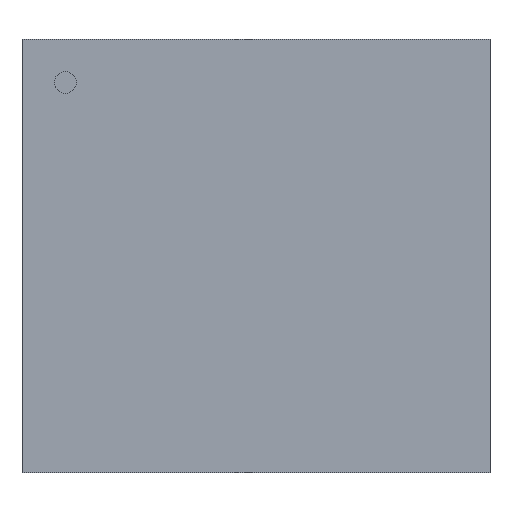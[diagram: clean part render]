
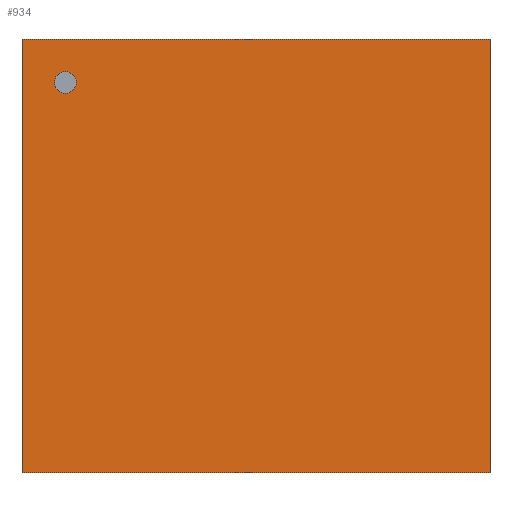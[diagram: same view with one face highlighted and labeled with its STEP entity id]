
A CAD part, top view. The second image highlights one B-rep face of the part: STEP entity #934.
In plain terms, the highlighted planar face has unit normal (0, 0, 1).
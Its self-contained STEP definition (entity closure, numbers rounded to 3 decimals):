
#710=CARTESIAN_POINT('',(1.397,-1.295,0.508));
#709=VERTEX_POINT('',#710);
#720=CARTESIAN_POINT('',(-1.397,-1.295,0.508));
#719=VERTEX_POINT('',#720);
#718=EDGE_CURVE('',#719,#709,#723,.T.);
#723=LINE('',#720,#725);
#725=VECTOR('',#726,2.794);
#726=DIRECTION('',(1.0,0.0,0.0));
#759=CARTESIAN_POINT('',(1.397,1.295,0.508));
#758=VERTEX_POINT('',#759);
#767=EDGE_CURVE('',#709,#758,#772,.T.);
#772=LINE('',#710,#774);
#774=VECTOR('',#775,2.591);
#775=DIRECTION('',(0.0,1.0,0.0));
#808=CARTESIAN_POINT('',(-1.397,1.295,0.508));
#807=VERTEX_POINT('',#808);
#816=EDGE_CURVE('',#758,#807,#821,.T.);
#821=LINE('',#759,#823);
#823=VECTOR('',#824,2.794);
#824=DIRECTION('',(-1.0,0.0,0.0));
#865=EDGE_CURVE('',#807,#719,#870,.T.);
#870=LINE('',#808,#872);
#872=VECTOR('',#873,2.591);
#873=DIRECTION('',(0.0,-1.0,0.0));
#934=ADVANCED_FACE('',(#940),#935,.T.);
#935=PLANE('',#936);
#936=AXIS2_PLACEMENT_3D('',#937,#938,#939);
#937=CARTESIAN_POINT('',(-1.397,-1.295,0.508));
#938=DIRECTION('',(0.0,0.0,1.0));
#939=DIRECTION('',(0.,1.,0.));
#940=FACE_OUTER_BOUND('',#941,.T.);
#941=EDGE_LOOP('',(#942,#952,#962,#972));
#942=ORIENTED_EDGE('',*,*,#718,.T.);
#952=ORIENTED_EDGE('',*,*,#767,.T.);
#962=ORIENTED_EDGE('',*,*,#816,.T.);
#972=ORIENTED_EDGE('',*,*,#865,.T.);
